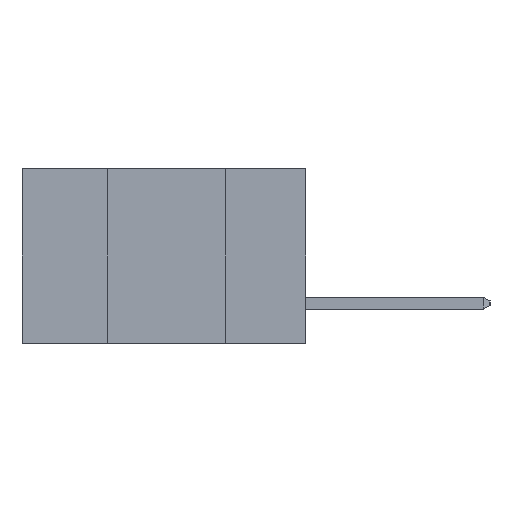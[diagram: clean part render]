
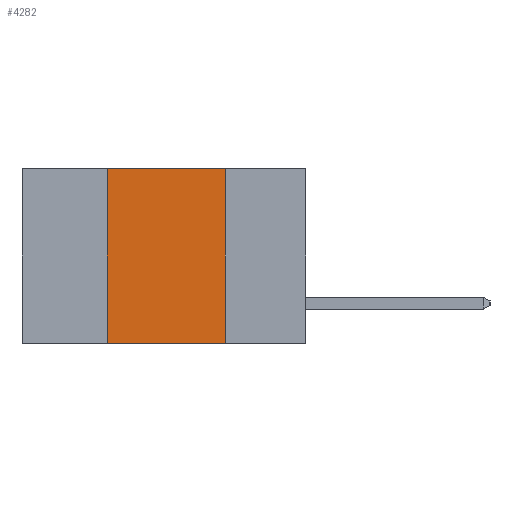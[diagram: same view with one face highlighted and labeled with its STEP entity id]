
A CAD part, left-side view. The second image highlights one B-rep face of the part: STEP entity #4282.
In plain terms, the highlighted planar face has unit normal (-1, 0, 0).
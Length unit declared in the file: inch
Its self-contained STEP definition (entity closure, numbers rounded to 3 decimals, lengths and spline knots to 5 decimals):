
#54 = CARTESIAN_POINT ( 'NONE',  ( 0., 0.42, -0.37 ) ) ;
#772 = LINE ( 'NONE', #13121, #15393 ) ;
#3436 = CARTESIAN_POINT ( 'NONE',  ( 0., 0.17, 0. ) ) ;
#3753 = VECTOR ( 'NONE', #11609, 39.37008 ) ;
#4282 = ADVANCED_FACE ( 'NONE', ( #19730 ), #13289, .F. ) ;
#4505 = CARTESIAN_POINT ( 'NONE',  ( 0., 0.17, -0.37 ) ) ;
#4689 = AXIS2_PLACEMENT_3D ( 'NONE', #13126, #9515, #17853 ) ;
#4863 = VERTEX_POINT ( 'NONE', #4505 ) ;
#5109 = LINE ( 'NONE', #22405, #14669 ) ;
#5112 = EDGE_CURVE ( 'NONE', #12479, #4863, #5109, .T. ) ;
#5360 = VECTOR ( 'NONE', #21624, 39.37008 ) ;
#5894 = CARTESIAN_POINT ( 'NONE',  ( 0., 0.42, 0. ) ) ;
#6417 = CARTESIAN_POINT ( 'NONE',  ( 0., 0.42, 0. ) ) ;
#9515 = DIRECTION ( 'NONE',  ( 1., 0., 0. ) ) ;
#9696 = CARTESIAN_POINT ( 'NONE',  ( 0., 0.6, 0. ) ) ;
#10253 = EDGE_CURVE ( 'NONE', #12479, #10776, #20532, .T. ) ;
#10659 = LINE ( 'NONE', #9696, #3753 ) ;
#10776 = VERTEX_POINT ( 'NONE', #5894 ) ;
#11609 = DIRECTION ( 'NONE',  ( 0., -1., 0. ) ) ;
#12479 = VERTEX_POINT ( 'NONE', #54 ) ;
#12691 = ORIENTED_EDGE ( 'NONE', *, *, #10253, .F. ) ;
#12982 = VERTEX_POINT ( 'NONE', #3436 ) ;
#13121 = CARTESIAN_POINT ( 'NONE',  ( 0., 0.17, 0. ) ) ;
#13126 = CARTESIAN_POINT ( 'NONE',  ( 0., 0.6, 0. ) ) ;
#13289 = PLANE ( 'NONE',  #4689 ) ;
#13622 = EDGE_CURVE ( 'NONE', #10776, #12982, #10659, .T. ) ;
#14669 = VECTOR ( 'NONE', #18556, 39.37008 ) ;
#15393 = VECTOR ( 'NONE', #18856, 39.37008 ) ;
#15540 = ORIENTED_EDGE ( 'NONE', *, *, #21201, .F. ) ;
#17403 = EDGE_LOOP ( 'NONE', ( #15540, #19526, #12691, #21147 ) ) ;
#17853 = DIRECTION ( 'NONE',  ( 0., 0., -1. ) ) ;
#18556 = DIRECTION ( 'NONE',  ( 0., -1., 0. ) ) ;
#18856 = DIRECTION ( 'NONE',  ( 0., 0., -1. ) ) ;
#19526 = ORIENTED_EDGE ( 'NONE', *, *, #13622, .F. ) ;
#19730 = FACE_OUTER_BOUND ( 'NONE', #17403, .T. ) ;
#20532 = LINE ( 'NONE', #6417, #5360 ) ;
#21147 = ORIENTED_EDGE ( 'NONE', *, *, #5112, .T. ) ;
#21201 = EDGE_CURVE ( 'NONE', #12982, #4863, #772, .T. ) ;
#21624 = DIRECTION ( 'NONE',  ( 0., 0., 1. ) ) ;
#22405 = CARTESIAN_POINT ( 'NONE',  ( 0., 0.6, -0.37 ) ) ;
